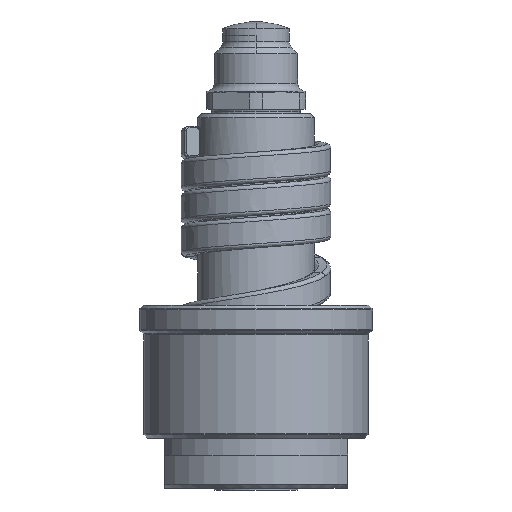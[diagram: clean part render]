
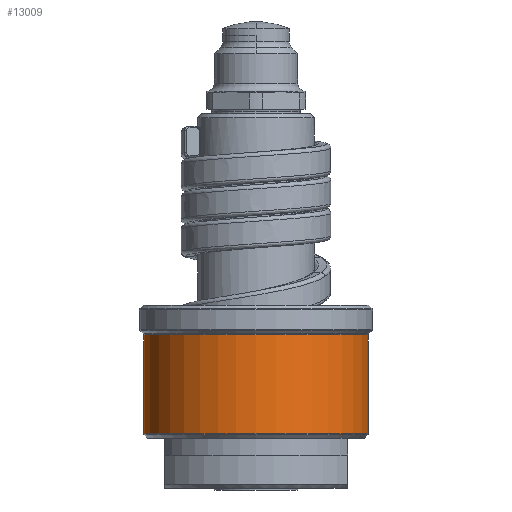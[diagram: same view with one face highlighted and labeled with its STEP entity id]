
A CAD part, front view. The second image highlights one B-rep face of the part: STEP entity #13009.
In plain terms, the highlighted cylindrical face has radius 13.5 mm (diameter 27 mm), a partial arc.
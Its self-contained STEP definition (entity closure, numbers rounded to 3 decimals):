
#4319=CARTESIAN_POINT('',(0.,0.,6.582));
#4320=DIRECTION('',(0.,0.,1.));
#4321=DIRECTION('',(-1.,0.,0.));
#4322=AXIS2_PLACEMENT_3D('',#4319,#4320,#4321);
#4324=DIRECTION('',(0.,0.,-1.));
#4325=VECTOR('',#4324,11.835);
#4326=CARTESIAN_POINT('',(-13.5,0.,18.417));
#4327=LINE('',#4326,#4325);
#4328=CARTESIAN_POINT('',(0.,0.,18.417));
#4329=DIRECTION('',(0.,0.,1.));
#4330=DIRECTION('',(-1.,0.,0.));
#4331=AXIS2_PLACEMENT_3D('',#4328,#4329,#4330);
#4333=DIRECTION('',(0.,0.,-1.));
#4334=VECTOR('',#4333,11.835);
#4335=CARTESIAN_POINT('',(13.5,0.,18.417));
#4336=LINE('',#4335,#4334);
#5959=CARTESIAN_POINT('',(13.5,0.,18.417));
#5960=CARTESIAN_POINT('',(-13.5,0.,18.417));
#5961=VERTEX_POINT('',#5959);
#5962=VERTEX_POINT('',#5960);
#5985=CARTESIAN_POINT('',(13.5,0.,6.582));
#5986=VERTEX_POINT('',#5985);
#5987=CARTESIAN_POINT('',(-13.5,0.,6.582));
#5988=VERTEX_POINT('',#5987);
#12997=CARTESIAN_POINT('',(0.,0.,5.2));
#12998=DIRECTION('',(0.,0.,1.));
#12999=DIRECTION('',(-1.,0.,0.));
#13000=AXIS2_PLACEMENT_3D('',#12997,#12998,#12999);
#13001=CYLINDRICAL_SURFACE('',#13000,13.5);
#13002=ORIENTED_EDGE('',*,*,#8156,.F.);
#13003=ORIENTED_EDGE('',*,*,#12988,.F.);
#13005=ORIENTED_EDGE('',*,*,#13004,.T.);
#13006=ORIENTED_EDGE('',*,*,#12984,.T.);
#13007=EDGE_LOOP('',(#13002,#13003,#13005,#13006));
#13008=FACE_OUTER_BOUND('',#13007,.F.);
#4323=CIRCLE('',#4322,13.5);
#4332=CIRCLE('',#4331,13.5);
#8156=EDGE_CURVE('',#5988,#5986,#4323,.T.);
#12984=EDGE_CURVE('',#5961,#5986,#4336,.T.);
#12988=EDGE_CURVE('',#5962,#5988,#4327,.T.);
#13004=EDGE_CURVE('',#5962,#5961,#4332,.T.);
#13009=ADVANCED_FACE('',(#13008),#13001,.T.);
